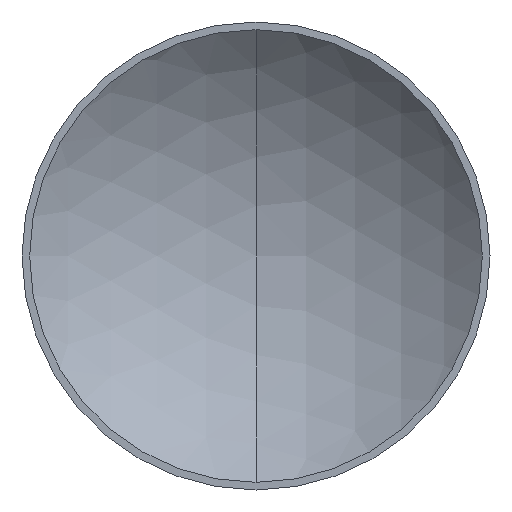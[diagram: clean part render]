
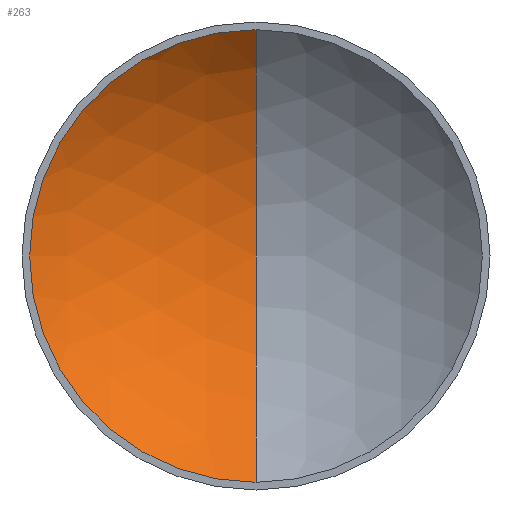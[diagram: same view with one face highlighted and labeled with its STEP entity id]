
A CAD part, front view. The second image highlights one B-rep face of the part: STEP entity #263.
In plain terms, the highlighted spherical face has radius 332 mm.
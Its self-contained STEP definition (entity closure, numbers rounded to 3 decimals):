
#4 = DIRECTION ( 'NONE',  ( 0., 0., -1. ) ) ;
#17 = VERTEX_POINT ( 'NONE', #160 ) ;
#30 = DIRECTION ( 'NONE',  ( 0., 1., 0. ) ) ;
#40 = AXIS2_PLACEMENT_3D ( 'NONE', #130, #126, #151 ) ;
#49 = AXIS2_PLACEMENT_3D ( 'NONE', #77, #30, #267 ) ;
#55 = SPHERICAL_SURFACE ( 'NONE', #40, 332. ) ;
#77 = CARTESIAN_POINT ( 'NONE',  ( 0., 234.956, 0. ) ) ;
#82 = ORIENTED_EDGE ( 'NONE', *, *, #150, .T. ) ;
#86 = CIRCLE ( 'NONE', #182, 332. ) ;
#99 = CARTESIAN_POINT ( 'NONE',  ( 0., 332., 0. ) ) ;
#107 = CIRCLE ( 'NONE', #49, 234.563 ) ;
#116 = VERTEX_POINT ( 'NONE', #184 ) ;
#122 = EDGE_LOOP ( 'NONE', ( #215, #82, #148 ) ) ;
#126 = DIRECTION ( 'NONE',  ( 1., 0., 0. ) ) ;
#130 = CARTESIAN_POINT ( 'NONE',  ( 0., 0., 0. ) ) ;
#144 = CARTESIAN_POINT ( 'NONE',  ( 0., 0., 0. ) ) ;
#147 = DIRECTION ( 'NONE',  ( 0., 0., 1. ) ) ;
#148 = ORIENTED_EDGE ( 'NONE', *, *, #202, .F. ) ;
#150 = EDGE_CURVE ( 'NONE', #17, #299, #213, .T. ) ;
#151 = DIRECTION ( 'NONE',  ( 0., 0., 1. ) ) ;
#160 = CARTESIAN_POINT ( 'NONE',  ( 0., 234.956, -234.563 ) ) ;
#166 = CARTESIAN_POINT ( 'NONE',  ( 0., 0., 0. ) ) ;
#182 = AXIS2_PLACEMENT_3D ( 'NONE', #166, #280, #147 ) ;
#184 = CARTESIAN_POINT ( 'NONE',  ( 0., 234.956, 234.563 ) ) ;
#186 = DIRECTION ( 'NONE',  ( 1., 0., 0. ) ) ;
#202 = EDGE_CURVE ( 'NONE', #116, #299, #86, .T. ) ;
#213 = CIRCLE ( 'NONE', #249, 332. ) ;
#215 = ORIENTED_EDGE ( 'NONE', *, *, #242, .F. ) ;
#242 = EDGE_CURVE ( 'NONE', #17, #116, #107, .T. ) ;
#249 = AXIS2_PLACEMENT_3D ( 'NONE', #144, #186, #4 ) ;
#263 = ADVANCED_FACE ( 'NONE', ( #264 ), #55, .F. ) ;
#264 = FACE_OUTER_BOUND ( 'NONE', #122, .T. ) ;
#267 = DIRECTION ( 'NONE',  ( 0., 0., 1. ) ) ;
#280 = DIRECTION ( 'NONE',  ( -1., 0., 0. ) ) ;
#299 = VERTEX_POINT ( 'NONE', #99 ) ;
